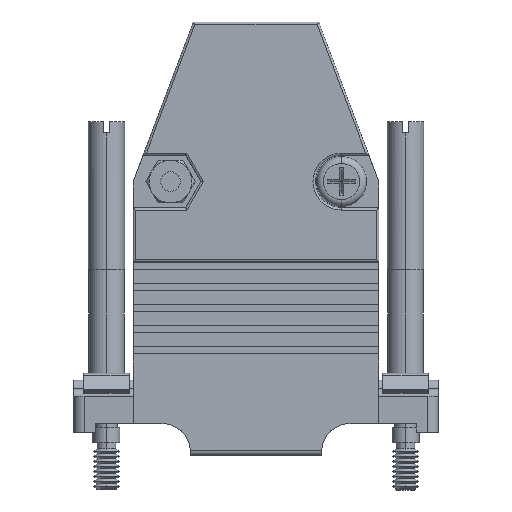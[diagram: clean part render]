
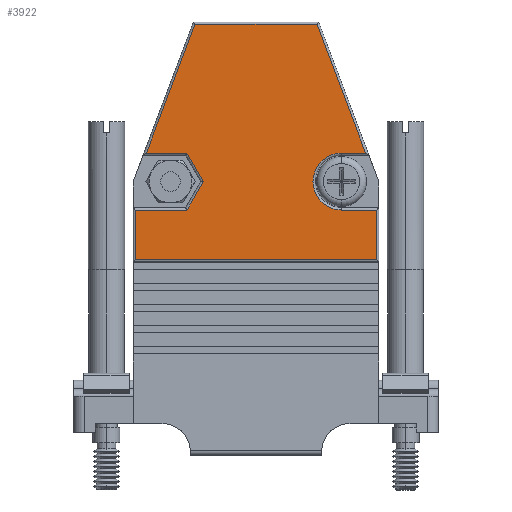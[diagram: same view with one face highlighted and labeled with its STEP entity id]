
A CAD part, front view. The second image highlights one B-rep face of the part: STEP entity #3922.
In plain terms, the highlighted face is planar.
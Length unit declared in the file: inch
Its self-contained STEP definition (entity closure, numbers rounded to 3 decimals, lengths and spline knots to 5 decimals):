
#6 = LINE ( 'NONE', #2525, #6659 ) ;
#169 = CARTESIAN_POINT ( 'NONE',  ( -0.09932, 0.31102, -1.27155 ) ) ;
#199 = LINE ( 'NONE', #5467, #4054 ) ;
#318 = LINE ( 'NONE', #4198, #521 ) ;
#395 = CARTESIAN_POINT ( 'NONE',  ( 0.529, 0.31102, -1.043 ) ) ;
#480 = VECTOR ( 'NONE', #5152, 39.37008 ) ;
#521 = VECTOR ( 'NONE', #8095, 39.37008 ) ;
#602 = EDGE_CURVE ( 'NONE', #5710, #4308, #2160, .T. ) ;
#662 = CARTESIAN_POINT ( 'NONE',  ( 0.30283, 0.31102, -0.575 ) ) ;
#710 = DIRECTION ( 'NONE',  ( 0.352, 0., 0.936 ) ) ;
#739 = CARTESIAN_POINT ( 'NONE',  ( -0.529, 0.31102, -1.043 ) ) ;
#946 = VERTEX_POINT ( 'NONE', #2754 ) ;
#989 = DIRECTION ( 'NONE',  ( 0., -1., 0. ) ) ;
#996 = EDGE_CURVE ( 'NONE', #6448, #4246, #6404, .T. ) ;
#1114 = ORIENTED_EDGE ( 'NONE', *, *, #5971, .T. ) ;
#1146 = VECTOR ( 'NONE', #4123, 39.37008 ) ;
#1195 = EDGE_CURVE ( 'NONE', #4246, #946, #5132, .T. ) ;
#1273 = EDGE_CURVE ( 'NONE', #6569, #6448, #2703, .T. ) ;
#1334 = EDGE_LOOP ( 'NONE', ( #1636, #1715, #3832, #6575, #4601, #5303, #5637, #4328, #2167, #1114, #7545, #3694, #7480 ) ) ;
#1382 = EDGE_CURVE ( 'NONE', #6386, #8101, #3386, .T. ) ;
#1398 = DIRECTION ( 'NONE',  ( 0.5, 0., -0.866 ) ) ;
#1466 = DIRECTION ( 'NONE',  ( -0.5, 0., -0.866 ) ) ;
#1552 = DIRECTION ( 'NONE',  ( 0., 0., -1. ) ) ;
#1571 = CARTESIAN_POINT ( 'NONE',  ( -0.73539, 0.31102, -1.25086 ) ) ;
#1598 = PLANE ( 'NONE',  #8518 ) ;
#1636 = ORIENTED_EDGE ( 'NONE', *, *, #5462, .T. ) ;
#1715 = ORIENTED_EDGE ( 'NONE', *, *, #2175, .T. ) ;
#1790 = CARTESIAN_POINT ( 'NONE',  ( 0.23066, 0.31102, -0.7 ) ) ;
#2151 = DIRECTION ( 'NONE',  ( 0., -1., 0. ) ) ;
#2160 = LINE ( 'NONE', #169, #5849 ) ;
#2167 = ORIENTED_EDGE ( 'NONE', *, *, #4254, .T. ) ;
#2175 = EDGE_CURVE ( 'NONE', #7935, #7674, #318, .T. ) ;
#2525 = CARTESIAN_POINT ( 'NONE',  ( 0.99093, 0.31102, -1.043 ) ) ;
#2610 = DIRECTION ( 'NONE',  ( -1., 0., 0. ) ) ;
#2703 = LINE ( 'NONE', #3192, #7778 ) ;
#2754 = CARTESIAN_POINT ( 'NONE',  ( -0.48086, 0.31102, -0.575 ) ) ;
#2921 = CARTESIAN_POINT ( 'NONE',  ( 0.98157, 0.31102, -1.90452 ) ) ;
#3081 = EDGE_CURVE ( 'NONE', #8101, #5710, #7702, .T. ) ;
#3192 = CARTESIAN_POINT ( 'NONE',  ( 0.99093, 0.31102, -0.825 ) ) ;
#3233 = DIRECTION ( 'NONE',  ( 1., 0., 0. ) ) ;
#3304 = VECTOR ( 'NONE', #1398, 39.37008 ) ;
#3361 = CARTESIAN_POINT ( 'NONE',  ( 0.30283, 0.31102, -0.825 ) ) ;
#3366 = LINE ( 'NONE', #8444, #480 ) ;
#3386 = LINE ( 'NONE', #2921, #1146 ) ;
#3528 = DIRECTION ( 'NONE',  ( 1., 0., 0. ) ) ;
#3694 = ORIENTED_EDGE ( 'NONE', *, *, #3081, .T. ) ;
#3749 = CARTESIAN_POINT ( 'NONE',  ( 0.99093, 0.31102, -0.575 ) ) ;
#3832 = ORIENTED_EDGE ( 'NONE', *, *, #7210, .T. ) ;
#3922 = ADVANCED_FACE ( 'NONE', ( #7957 ), #1598, .F. ) ;
#4047 = DIRECTION ( 'NONE',  ( 0., 0., -1. ) ) ;
#4054 = VECTOR ( 'NONE', #4047, 39.37008 ) ;
#4068 = EDGE_CURVE ( 'NONE', #4656, #5813, #6, .T. ) ;
#4103 = EDGE_CURVE ( 'NONE', #5813, #6569, #3366, .T. ) ;
#4123 = DIRECTION ( 'NONE',  ( 0.352, 0., -0.936 ) ) ;
#4181 = CARTESIAN_POINT ( 'NONE',  ( 0.99093, 0.31102, -1.901 ) ) ;
#4198 = CARTESIAN_POINT ( 'NONE',  ( 0.99093, 0.31102, -0.825 ) ) ;
#4246 = VERTEX_POINT ( 'NONE', #8054 ) ;
#4254 = EDGE_CURVE ( 'NONE', #946, #7168, #6127, .T. ) ;
#4308 = VERTEX_POINT ( 'NONE', #1790 ) ;
#4328 = ORIENTED_EDGE ( 'NONE', *, *, #1195, .T. ) ;
#4332 = CARTESIAN_POINT ( 'NONE',  ( -0.529, 0.31102, -0.825 ) ) ;
#4559 = VECTOR ( 'NONE', #6004, 39.37008 ) ;
#4601 = ORIENTED_EDGE ( 'NONE', *, *, #4103, .T. ) ;
#4656 = VERTEX_POINT ( 'NONE', #395 ) ;
#4683 = LINE ( 'NONE', #6685, #3304 ) ;
#4726 = CARTESIAN_POINT ( 'NONE',  ( 0.99093, 0.31102, -0.575 ) ) ;
#4798 = CARTESIAN_POINT ( 'NONE',  ( -0.375, 0.31102, -0.825 ) ) ;
#5132 = LINE ( 'NONE', #3749, #5306 ) ;
#5152 = DIRECTION ( 'NONE',  ( 0., 0., 1. ) ) ;
#5173 = VECTOR ( 'NONE', #710, 39.37008 ) ;
#5303 = ORIENTED_EDGE ( 'NONE', *, *, #1273, .T. ) ;
#5306 = VECTOR ( 'NONE', #8213, 39.37008 ) ;
#5462 = EDGE_CURVE ( 'NONE', #4308, #7935, #4683, .T. ) ;
#5467 = CARTESIAN_POINT ( 'NONE',  ( 0.529, 0.31102, -1.901 ) ) ;
#5637 = ORIENTED_EDGE ( 'NONE', *, *, #996, .T. ) ;
#5679 = CARTESIAN_POINT ( 'NONE',  ( 0.529, 0.31102, -0.825 ) ) ;
#5710 = VERTEX_POINT ( 'NONE', #662 ) ;
#5813 = VERTEX_POINT ( 'NONE', #739 ) ;
#5849 = VECTOR ( 'NONE', #1466, 39.37008 ) ;
#5971 = EDGE_CURVE ( 'NONE', #7168, #6386, #6295, .T. ) ;
#6004 = DIRECTION ( 'NONE',  ( -1., 0., 0. ) ) ;
#6127 = LINE ( 'NONE', #1571, #5173 ) ;
#6188 = CARTESIAN_POINT ( 'NONE',  ( -0.375, 0.31102, -0.7 ) ) ;
#6295 = LINE ( 'NONE', #8225, #7729 ) ;
#6386 = VERTEX_POINT ( 'NONE', #7821 ) ;
#6404 = CIRCLE ( 'NONE', #6799, 0.125 ) ;
#6448 = VERTEX_POINT ( 'NONE', #4798 ) ;
#6569 = VERTEX_POINT ( 'NONE', #4332 ) ;
#6575 = ORIENTED_EDGE ( 'NONE', *, *, #4068, .T. ) ;
#6659 = VECTOR ( 'NONE', #2610, 39.37008 ) ;
#6685 = CARTESIAN_POINT ( 'NONE',  ( 0.94078, 0.31102, -1.92995 ) ) ;
#6799 = AXIS2_PLACEMENT_3D ( 'NONE', #6188, #989, #1552 ) ;
#7168 = VERTEX_POINT ( 'NONE', #7386 ) ;
#7210 = EDGE_CURVE ( 'NONE', #7674, #4656, #199, .T. ) ;
#7386 = CARTESIAN_POINT ( 'NONE',  ( -0.26808, 0.31102, -0.01 ) ) ;
#7480 = ORIENTED_EDGE ( 'NONE', *, *, #602, .T. ) ;
#7545 = ORIENTED_EDGE ( 'NONE', *, *, #1382, .T. ) ;
#7674 = VERTEX_POINT ( 'NONE', #5679 ) ;
#7702 = LINE ( 'NONE', #4726, #4559 ) ;
#7729 = VECTOR ( 'NONE', #3528, 39.37008 ) ;
#7778 = VECTOR ( 'NONE', #3233, 39.37008 ) ;
#7821 = CARTESIAN_POINT ( 'NONE',  ( 0.26808, 0.31102, -0.01 ) ) ;
#7935 = VERTEX_POINT ( 'NONE', #3361 ) ;
#7957 = FACE_OUTER_BOUND ( 'NONE', #1334, .T. ) ;
#8054 = CARTESIAN_POINT ( 'NONE',  ( -0.375, 0.31102, -0.575 ) ) ;
#8095 = DIRECTION ( 'NONE',  ( 1., 0., 0. ) ) ;
#8101 = VERTEX_POINT ( 'NONE', #8127 ) ;
#8122 = DIRECTION ( 'NONE',  ( 0., 0., -1. ) ) ;
#8127 = CARTESIAN_POINT ( 'NONE',  ( 0.48086, 0.31102, -0.575 ) ) ;
#8213 = DIRECTION ( 'NONE',  ( -1., 0., 0. ) ) ;
#8225 = CARTESIAN_POINT ( 'NONE',  ( 0.99093, 0.31102, -0.01 ) ) ;
#8444 = CARTESIAN_POINT ( 'NONE',  ( -0.529, 0.31102, -1.901 ) ) ;
#8518 = AXIS2_PLACEMENT_3D ( 'NONE', #4181, #2151, #8122 ) ;
